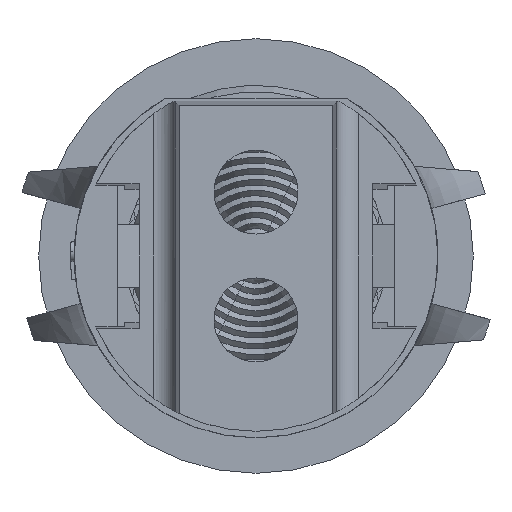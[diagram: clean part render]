
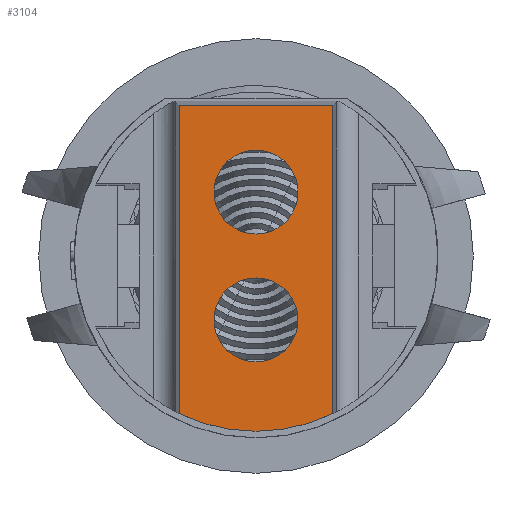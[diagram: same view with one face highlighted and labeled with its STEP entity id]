
A CAD part, front view. The second image highlights one B-rep face of the part: STEP entity #3104.
In plain terms, the highlighted planar face has unit normal (0, -1, 0).
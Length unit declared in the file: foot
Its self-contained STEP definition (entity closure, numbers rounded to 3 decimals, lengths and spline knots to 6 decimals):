
#460 = DIRECTION ( 'NONE',  ( 0., 1., 0. ) ) ;
#535 = CARTESIAN_POINT ( 'NONE',  ( 0.01798, -0.028083, 0.00876 ) ) ;
#822 = CARTESIAN_POINT ( 'NONE',  ( -0.007292, -0.028083, 0.004792 ) ) ;
#988 = VERTEX_POINT ( 'NONE', #17859 ) ;
#1413 = DIRECTION ( 'NONE',  ( 0., 0., 1. ) ) ;
#2109 = ORIENTED_EDGE ( 'NONE', *, *, #12342, .F. ) ;
#2554 = DIRECTION ( 'NONE',  ( 0., 0., 1. ) ) ;
#2713 = VECTOR ( 'NONE', #2995, 3.28084 ) ;
#2995 = DIRECTION ( 'NONE',  ( -1., 0., 0. ) ) ;
#3104 = ADVANCED_FACE ( 'NONE', ( #6430, #10399, #11074 ), #14357, .F. ) ;
#3359 = VERTEX_POINT ( 'NONE', #12315 ) ;
#3491 = AXIS2_PLACEMENT_3D ( 'NONE', #10748, #7623, #9011 ) ;
#3524 = CARTESIAN_POINT ( 'NONE',  ( -0.017176, -0.028083, -0.00876 ) ) ;
#3630 = CIRCLE ( 'NONE', #3491, 0.02 ) ;
#3847 = CIRCLE ( 'NONE', #16905, 0.004792 ) ;
#3907 = EDGE_CURVE ( 'NONE', #7129, #14395, #14589, .T. ) ;
#4057 = EDGE_CURVE ( 'NONE', #6486, #3359, #3847, .T. ) ;
#4349 = VECTOR ( 'NONE', #13696, 3.28084 ) ;
#4790 = DIRECTION ( 'NONE',  ( 0., 1., 0. ) ) ;
#5786 = CIRCLE ( 'NONE', #8023, 0.004792 ) ;
#6430 = FACE_BOUND ( 'NONE', #9858, .T. ) ;
#6486 = VERTEX_POINT ( 'NONE', #822 ) ;
#6523 = ORIENTED_EDGE ( 'NONE', *, *, #9393, .T. ) ;
#7129 = VERTEX_POINT ( 'NONE', #535 ) ;
#7623 = DIRECTION ( 'NONE',  ( 0., -1., 0. ) ) ;
#7796 = DIRECTION ( 'NONE',  ( 0., 0., 1. ) ) ;
#8023 = AXIS2_PLACEMENT_3D ( 'NONE', #11791, #19290, #1413 ) ;
#8413 = ORIENTED_EDGE ( 'NONE', *, *, #11280, .T. ) ;
#8494 = CIRCLE ( 'NONE', #14226, 0.004792 ) ;
#9011 = DIRECTION ( 'NONE',  ( 0., 0., 1. ) ) ;
#9393 = EDGE_CURVE ( 'NONE', #3359, #6486, #10223, .T. ) ;
#9673 = EDGE_LOOP ( 'NONE', ( #13634, #6523 ) ) ;
#9835 = VERTEX_POINT ( 'NONE', #3524 ) ;
#9858 = EDGE_LOOP ( 'NONE', ( #10134, #15163 ) ) ;
#9903 = EDGE_LOOP ( 'NONE', ( #8413, #19168, #13148, #2109 ) ) ;
#10134 = ORIENTED_EDGE ( 'NONE', *, *, #11762, .F. ) ;
#10223 = CIRCLE ( 'NONE', #14837, 0.004792 ) ;
#10355 = EDGE_CURVE ( 'NONE', #14395, #9835, #12059, .T. ) ;
#10399 = FACE_BOUND ( 'NONE', #9673, .T. ) ;
#10748 = CARTESIAN_POINT ( 'NONE',  ( 0., -0.028083, 0. ) ) ;
#10853 = DIRECTION ( 'NONE',  ( 0., 0., 1. ) ) ;
#11074 = FACE_OUTER_BOUND ( 'NONE', #9903, .T. ) ;
#11217 = DIRECTION ( 'NONE',  ( 0., 0., 1. ) ) ;
#11280 = EDGE_CURVE ( 'NONE', #13923, #7129, #3630, .T. ) ;
#11446 = DIRECTION ( 'NONE',  ( 0., -1., 0. ) ) ;
#11690 = CARTESIAN_POINT ( 'NONE',  ( 0.017667, -0.028083, -0.00876 ) ) ;
#11762 = EDGE_CURVE ( 'NONE', #17978, #988, #8494, .T. ) ;
#11791 = CARTESIAN_POINT ( 'NONE',  ( 0.007292, -0.028083, 0. ) ) ;
#12059 = LINE ( 'NONE', #14743, #4349 ) ;
#12315 = CARTESIAN_POINT ( 'NONE',  ( -0.007292, -0.028083, -0.004792 ) ) ;
#12342 = EDGE_CURVE ( 'NONE', #13923, #9835, #13137, .T. ) ;
#12363 = CARTESIAN_POINT ( 'NONE',  ( -0.007292, -0.028083, 0. ) ) ;
#13137 = LINE ( 'NONE', #11690, #15242 ) ;
#13148 = ORIENTED_EDGE ( 'NONE', *, *, #10355, .T. ) ;
#13634 = ORIENTED_EDGE ( 'NONE', *, *, #4057, .T. ) ;
#13696 = DIRECTION ( 'NONE',  ( 0., 0., -1. ) ) ;
#13769 = CARTESIAN_POINT ( 'NONE',  ( -0.017176, -0.028083, 0.00876 ) ) ;
#13923 = VERTEX_POINT ( 'NONE', #15946 ) ;
#14226 = AXIS2_PLACEMENT_3D ( 'NONE', #15994, #11446, #2554 ) ;
#14357 = PLANE ( 'NONE',  #17987 ) ;
#14395 = VERTEX_POINT ( 'NONE', #13769 ) ;
#14589 = LINE ( 'NONE', #15048, #2713 ) ;
#14743 = CARTESIAN_POINT ( 'NONE',  ( -0.017176, -0.028083, 0.00925 ) ) ;
#14837 = AXIS2_PLACEMENT_3D ( 'NONE', #12363, #460, #7796 ) ;
#15048 = CARTESIAN_POINT ( 'NONE',  ( 0.017667, -0.028083, 0.00876 ) ) ;
#15163 = ORIENTED_EDGE ( 'NONE', *, *, #15444, .F. ) ;
#15242 = VECTOR ( 'NONE', #19037, 3.28084 ) ;
#15438 = CARTESIAN_POINT ( 'NONE',  ( -0.007292, -0.028083, 0. ) ) ;
#15444 = EDGE_CURVE ( 'NONE', #988, #17978, #5786, .T. ) ;
#15493 = CARTESIAN_POINT ( 'NONE',  ( 0.007292, -0.028083, 0.004792 ) ) ;
#15946 = CARTESIAN_POINT ( 'NONE',  ( 0.01798, -0.028083, -0.00876 ) ) ;
#15994 = CARTESIAN_POINT ( 'NONE',  ( 0.007292, -0.028083, 0. ) ) ;
#16905 = AXIS2_PLACEMENT_3D ( 'NONE', #15438, #4790, #10853 ) ;
#17859 = CARTESIAN_POINT ( 'NONE',  ( 0.007292, -0.028083, -0.004792 ) ) ;
#17978 = VERTEX_POINT ( 'NONE', #15493 ) ;
#17987 = AXIS2_PLACEMENT_3D ( 'NONE', #18761, #18956, #11217 ) ;
#18761 = CARTESIAN_POINT ( 'NONE',  ( 0.017667, -0.028083, 0.00925 ) ) ;
#18956 = DIRECTION ( 'NONE',  ( 0., 1., 0. ) ) ;
#19037 = DIRECTION ( 'NONE',  ( -1., 0., 0. ) ) ;
#19168 = ORIENTED_EDGE ( 'NONE', *, *, #3907, .T. ) ;
#19290 = DIRECTION ( 'NONE',  ( 0., -1., 0. ) ) ;
